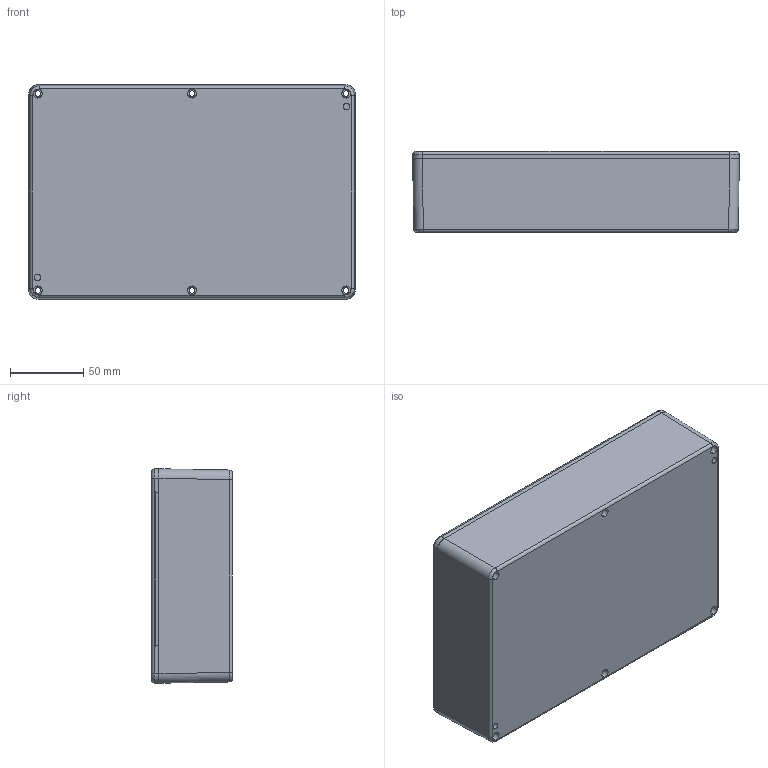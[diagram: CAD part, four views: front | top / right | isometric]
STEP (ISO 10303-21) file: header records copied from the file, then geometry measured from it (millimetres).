
FILE_DESCRIPTION (( 'STEP AP214' ), '1' );
FILE_NAME ('G124 REV.D.STEP', '2014-10-02T03:29:21', ( 'AsusUser' ), ( '' ), 'SwSTEP 2.0', 'SolidWorks 2014', '' );
FILE_SCHEMA (( 'AUTOMOTIVE_DESIGN' ));
Length unit declared in the file: millimetre
Products named in the file (3): G124-COVER; G124-BASE; G124 REV.D
Assembly tree (2 placements, depth 2):
  G124 REV.D
    G124-BASE
    G124-COVER
Bounding box: 222.5 x 55 x 146 mm (x, y, z)
Volume: 318782.6 mm3; surface area: 218170.6 mm2
Topology: 2 solids, 2 shells, 416 faces, 1147 edges, 750 vertices
Faces by surface type: plane 197, cylinder 149, cone 56, torus 8, bspline 6
Entity records: 13813 total; most frequent: CARTESIAN_POINT 2798, DIRECTION 2327, ORIENTED_EDGE 2294, EDGE_CURVE 1147, AXIS2_PLACEMENT_3D 807, VERTEX_POINT 750, VECTOR 713, LINE 713
